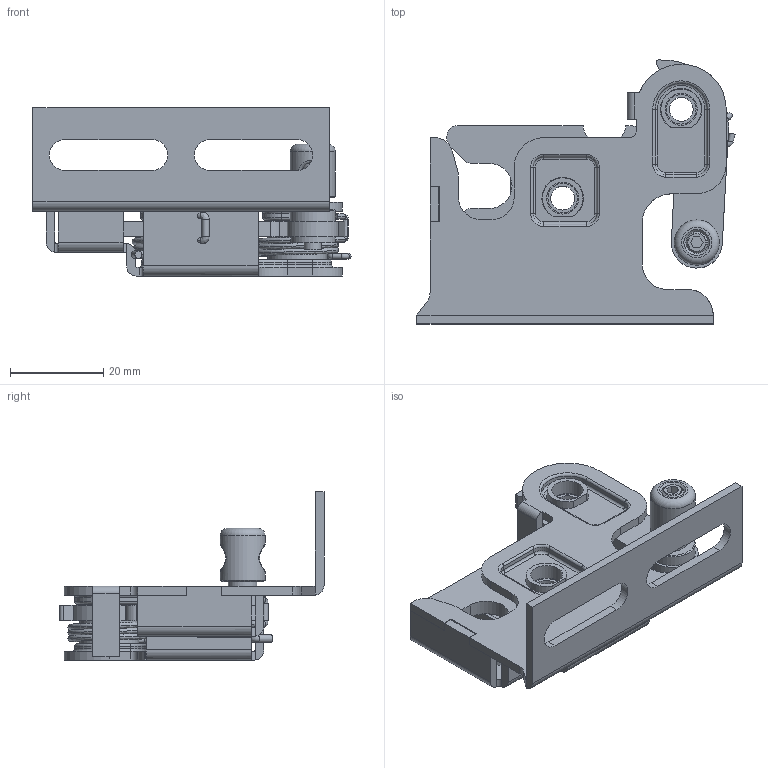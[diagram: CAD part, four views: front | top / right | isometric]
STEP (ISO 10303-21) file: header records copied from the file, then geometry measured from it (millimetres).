
FILE_DESCRIPTION(/* description */ (''),/* implementation_level */ '2;1');
FILE_NAME(/* name */ 'LNL-77-00287_02_17_2022.stp',/* time_stamp */ '2022-02-17T12:28:07-05:00',/* author */ ('MRosu'),/* organization */ (''),/* preprocessor_version */ 'ST-DEVELOPER v18.1',/* originating_system */ 'Autodesk Inventor 2020',/* authorisation */ '');
FILE_SCHEMA (('AUTOMOTIVE_DESIGN { 1 0 10303 214 3 1 1 }'));
Length unit declared in the file: inch
Products named in the file (1): 00287_rev_l_ecn_340_Shrinkwrap_1
Bounding box: 68.18 x 56.63 x 36.2 mm (x, y, z)
Volume: 17803.2 mm3; surface area: 20092.8 mm2
Topology: 1 solids, 4 shells, 436 faces, 1100 edges, 697 vertices
Faces by surface type: cylinder 185, plane 156, torus 60, bspline 28, cone 6, sphere 1
Full cylindrical faces by diameter (mm): 1.194 x3, 1.6 x1, 3.683 x1, 3.937 x1, 4.039 x2, 4.826 x1, 4.953 x1, 5.105 x2, 6.096 x1, 6.35 x2, 6.858 x4, 7.925 x2, 8.128 x2, 9.525 x1, 9.652 x2, 9.703 x2, 9.906 x2, 12.7 x2
Entity records: 27576 total; most frequent: CARTESIAN_POINT 16385, DIRECTION 2332, ORIENTED_EDGE 2190, EDGE_CURVE 1099, AXIS2_PLACEMENT_3D 897, VERTEX_POINT 697, LINE 538, VECTOR 538
